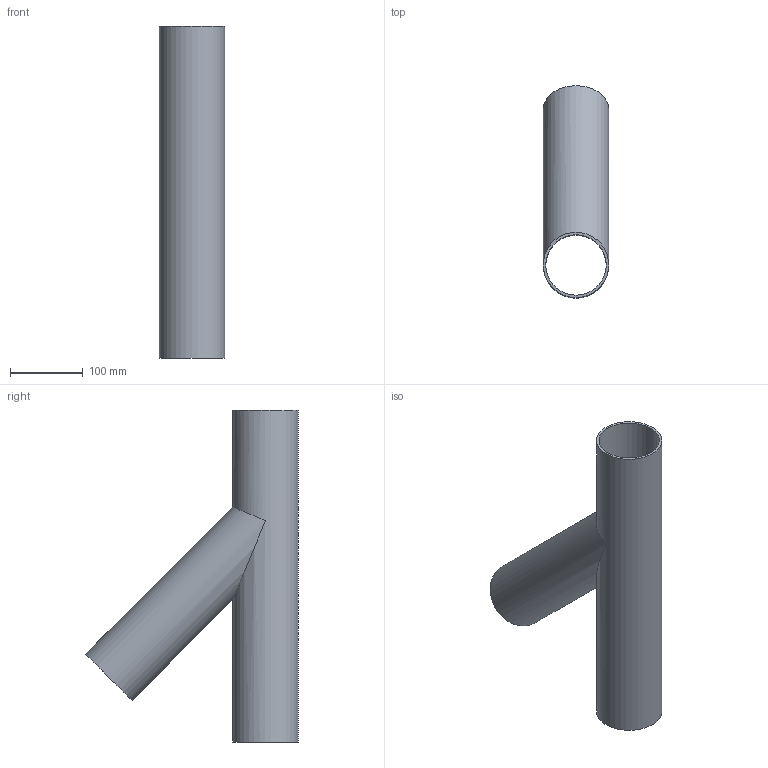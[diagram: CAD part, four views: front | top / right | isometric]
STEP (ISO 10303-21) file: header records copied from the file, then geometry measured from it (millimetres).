
FILE_DESCRIPTION (( 'STEP AP203' ), '1' );
FILE_NAME ('581205030.STEP', '2017-08-03T20:51:51', ( '' ), ( '' ), 'SwSTEP 2.0', 'SolidWorks 2017', '' );
FILE_SCHEMA (( 'CONFIG_CONTROL_DESIGN' ));
Length unit declared in the file: inch
Products named in the file (1): 581205030
Bounding box: 90 x 292.35 x 457.2 mm (x, y, z)
Volume: 664956.6 mm3; surface area: 391456.5 mm2
Topology: 1 solids, 1 shells, 8 faces, 15 edges, 10 vertices
Faces by surface type: cylinder 5, plane 3
Full cylindrical faces by diameter (mm): 83.193 x2, 90 x2
Entity records: 421 total; most frequent: CARTESIAN_POINT 202, DIRECTION 30, ORIENTED_EDGE 18, EDGE_LOOP 16, AXIS2_PLACEMENT_3D 15, FACE_OUTER_BOUND 12, VERTEX_POINT 9, EDGE_CURVE 9
